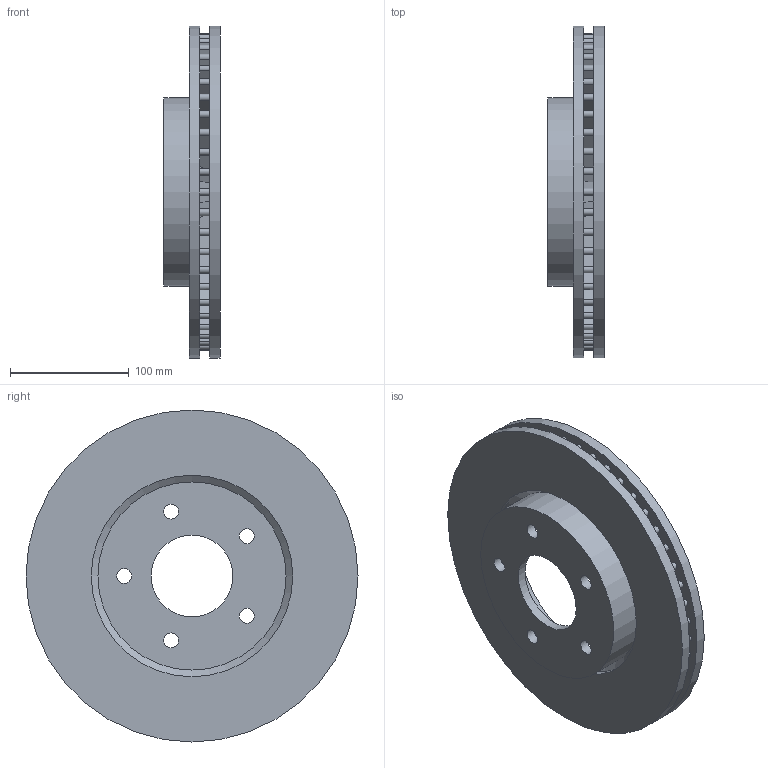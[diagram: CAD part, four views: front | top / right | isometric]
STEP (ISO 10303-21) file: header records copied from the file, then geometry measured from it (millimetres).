
FILE_DESCRIPTION(/* description */ (''),/* implementation_level */ '2;1');
FILE_NAME(/* name */ 'Vented_rotor v2.step',/* time_stamp */ '2022-11-22T16:19:07+09:00',/* author */ (''),/* organization */ (''),/* preprocessor_version */ 'ST-DEVELOPER v19.2',/* originating_system */ 'Autodesk Translation Framework v11.17.0.187',/* authorisation */ '');
FILE_SCHEMA (('AUTOMOTIVE_DESIGN { 1 0 10303 214 3 1 1 }'));
Length unit declared in the file: millimetre
Products named in the file (1): Vented_rotor
Bounding box: 47.3 x 280 x 280 mm (x, y, z)
Volume: 1049826.7 mm3; surface area: 261817 mm2
Topology: 1 solids, 1 shells, 214 faces, 917 edges, 612 vertices
Faces by surface type: plane 149, cylinder 60, cone 5
Full cylindrical faces by diameter (mm): 12.6 x5, 69 x1, 144.7 x1, 158.7 x1, 170 x2, 280 x2
Entity records: 17448 total; most frequent: CARTESIAN_POINT 10800, ORIENTED_EDGE 1834, DIRECTION 991, EDGE_CURVE 917, VERTEX_POINT 612, AXIS2_PLACEMENT_3D 343, LINE 305, VECTOR 305
